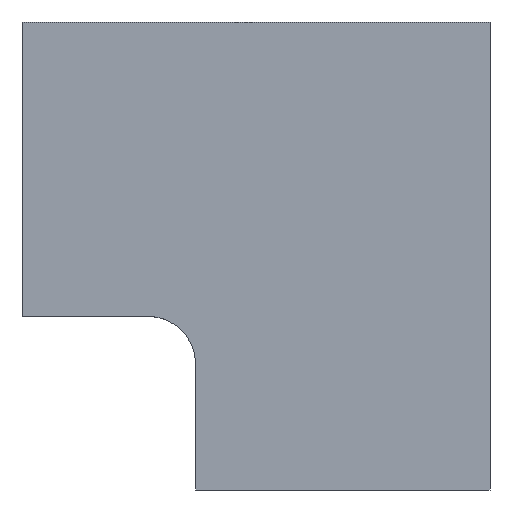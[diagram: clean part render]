
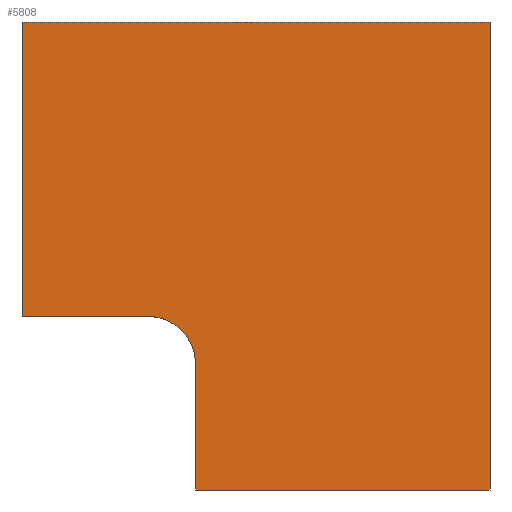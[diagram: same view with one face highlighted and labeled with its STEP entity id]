
A CAD part, left-side view. The second image highlights one B-rep face of the part: STEP entity #5808.
In plain terms, the highlighted planar face has unit normal (-1, 0, -0.018).
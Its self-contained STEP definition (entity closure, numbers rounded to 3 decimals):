
#134 = DIRECTION ( 'NONE',  ( 0., -1., 0. ) ) ;
#176 = VECTOR ( 'NONE', #134, 1000. ) ;
#748 = LINE ( 'NONE', #9627, #4937 ) ;
#1172 = CARTESIAN_POINT ( 'NONE',  ( -13.966, 26.7, 0. ) ) ;
#1253 = CARTESIAN_POINT ( 'NONE',  ( -13.673, 17.918, -16.8 ) ) ;
#1433 = LINE ( 'NONE', #7642, #10187 ) ;
#1454 =( BOUNDED_CURVE ( )  B_SPLINE_CURVE ( 3, ( #7445, #1253, #5696, #9205 ),
 .UNSPECIFIED., .F., .T. ) 
 B_SPLINE_CURVE_WITH_KNOTS ( ( 4, 4 ),
 ( 3.142, 4.712 ),
 .UNSPECIFIED. ) 
 CURVE ( )  GEOMETRIC_REPRESENTATION_ITEM ( )  RATIONAL_B_SPLINE_CURVE ( ( 1., 0.805, 0.805, 1. ) ) 
 REPRESENTATION_ITEM ( '' )  );
#1469 = DIRECTION ( 'NONE',  ( 0., 1., 0. ) ) ;
#1703 = LINE ( 'NONE', #9954, #176 ) ;
#2249 = LINE ( 'NONE', #7687, #4898 ) ;
#2276 = PLANE ( 'NONE',  #10248 ) ;
#2390 = DIRECTION ( 'NONE',  ( 0.017, 0., -1. ) ) ;
#2499 = ORIENTED_EDGE ( 'NONE', *, *, #4296, .F. ) ;
#3167 = DIRECTION ( 'NONE',  ( -0.017, 0., 1. ) ) ;
#3234 = ORIENTED_EDGE ( 'NONE', *, *, #5892, .F. ) ;
#3427 = DIRECTION ( 'NONE',  ( -0.017, 0., 1. ) ) ;
#3637 = VERTEX_POINT ( 'NONE', #9396 ) ;
#3659 = EDGE_CURVE ( 'NONE', #8762, #6352, #2249, .T. ) ;
#3940 = CARTESIAN_POINT ( 'NONE',  ( -13.966, 0., 0. ) ) ;
#4043 = LINE ( 'NONE', #5315, #6125 ) ;
#4106 = VERTEX_POINT ( 'NONE', #9319 ) ;
#4296 = EDGE_CURVE ( 'NONE', #7921, #4106, #4043, .T. ) ;
#4588 = ORIENTED_EDGE ( 'NONE', *, *, #6460, .F. ) ;
#4612 = EDGE_CURVE ( 'NONE', #4106, #11109, #748, .T. ) ;
#4848 = ORIENTED_EDGE ( 'NONE', *, *, #4612, .F. ) ;
#4888 = CARTESIAN_POINT ( 'NONE',  ( -13.5, 0., -26.7 ) ) ;
#4890 = EDGE_CURVE ( 'NONE', #7921, #7189, #1454, .T. ) ;
#4898 = VECTOR ( 'NONE', #2390, 1000. ) ;
#4937 = VECTOR ( 'NONE', #9742, 1000. ) ;
#5315 = CARTESIAN_POINT ( 'NONE',  ( -13.673, 0., -16.8 ) ) ;
#5696 = CARTESIAN_POINT ( 'NONE',  ( -13.653, 16.8, -17.918 ) ) ;
#5808 = ADVANCED_FACE ( 'NONE', ( #6158 ), #2276, .T. ) ;
#5834 = ORIENTED_EDGE ( 'NONE', *, *, #6674, .F. ) ;
#5872 = LINE ( 'NONE', #9546, #9922 ) ;
#5892 = EDGE_CURVE ( 'NONE', #6352, #3637, #1433, .T. ) ;
#6125 = VECTOR ( 'NONE', #8814, 1000. ) ;
#6158 = FACE_OUTER_BOUND ( 'NONE', #8609, .T. ) ;
#6352 = VERTEX_POINT ( 'NONE', #7108 ) ;
#6460 = EDGE_CURVE ( 'NONE', #11109, #8762, #1703, .T. ) ;
#6552 = CARTESIAN_POINT ( 'NONE',  ( -13.626, 16.8, -19.5 ) ) ;
#6674 = EDGE_CURVE ( 'NONE', #3637, #7189, #5872, .T. ) ;
#7108 = CARTESIAN_POINT ( 'NONE',  ( -13.5, 0., -26.7 ) ) ;
#7189 = VERTEX_POINT ( 'NONE', #6552 ) ;
#7445 = CARTESIAN_POINT ( 'NONE',  ( -13.673, 19.5, -16.8 ) ) ;
#7642 = CARTESIAN_POINT ( 'NONE',  ( -13.5, 0., -26.7 ) ) ;
#7687 = CARTESIAN_POINT ( 'NONE',  ( -13.5, 0., -26.7 ) ) ;
#7921 = VERTEX_POINT ( 'NONE', #9921 ) ;
#8470 = DIRECTION ( 'NONE',  ( -1., 0., -0.017 ) ) ;
#8609 = EDGE_LOOP ( 'NONE', ( #8805, #4588, #4848, #2499, #10626, #5834, #3234 ) ) ;
#8762 = VERTEX_POINT ( 'NONE', #3940 ) ;
#8805 = ORIENTED_EDGE ( 'NONE', *, *, #3659, .F. ) ;
#8814 = DIRECTION ( 'NONE',  ( 0., 1., 0. ) ) ;
#9205 = CARTESIAN_POINT ( 'NONE',  ( -13.626, 16.8, -19.5 ) ) ;
#9319 = CARTESIAN_POINT ( 'NONE',  ( -13.673, 26.7, -16.8 ) ) ;
#9396 = CARTESIAN_POINT ( 'NONE',  ( -13.5, 16.8, -26.7 ) ) ;
#9546 = CARTESIAN_POINT ( 'NONE',  ( -13.5, 16.8, -26.7 ) ) ;
#9627 = CARTESIAN_POINT ( 'NONE',  ( -13.5, 26.7, -26.7 ) ) ;
#9742 = DIRECTION ( 'NONE',  ( -0.017, 0., 1. ) ) ;
#9921 = CARTESIAN_POINT ( 'NONE',  ( -13.673, 19.5, -16.8 ) ) ;
#9922 = VECTOR ( 'NONE', #3427, 1000. ) ;
#9954 = CARTESIAN_POINT ( 'NONE',  ( -13.966, 0., 0. ) ) ;
#10187 = VECTOR ( 'NONE', #1469, 1000. ) ;
#10248 = AXIS2_PLACEMENT_3D ( 'NONE', #4888, #8470, #3167 ) ;
#10626 = ORIENTED_EDGE ( 'NONE', *, *, #4890, .T. ) ;
#11109 = VERTEX_POINT ( 'NONE', #1172 ) ;
